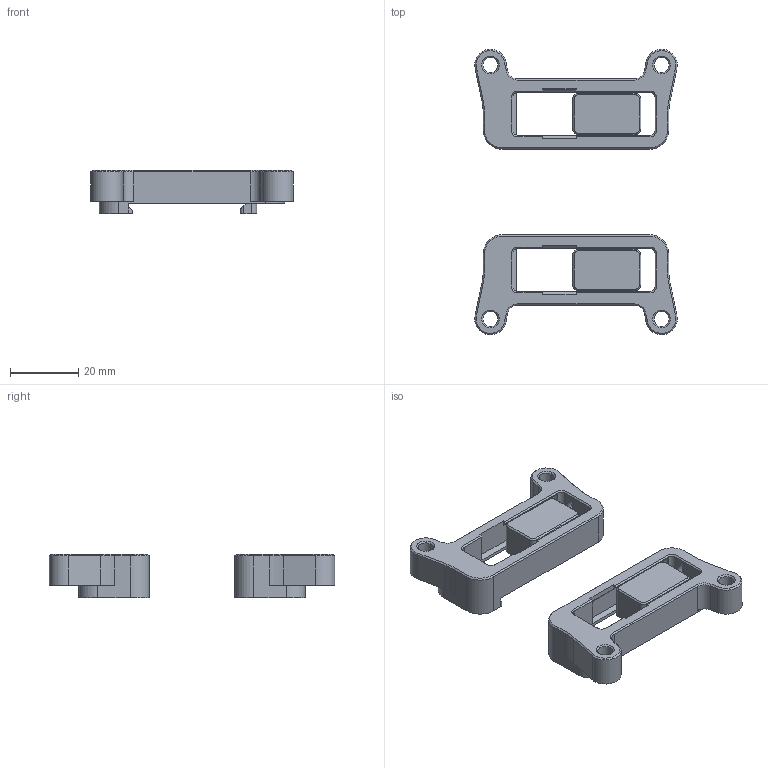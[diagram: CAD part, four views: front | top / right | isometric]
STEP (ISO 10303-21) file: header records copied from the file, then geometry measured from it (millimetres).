
FILE_DESCRIPTION(/* description */ (''),/* implementation_level */ '2;1');
FILE_NAME(/* name */ 'BEEFY Din - PSU (50mm).step',/* time_stamp */ '2022-09-05T19:38:14-05:00',/* author */ (''),/* organization */ (''),/* preprocessor_version */ 'ST-DEVELOPER v19',/* originating_system */ 'Autodesk Translation Framework v11.7.0.108',/* authorisation */ '');
FILE_SCHEMA (('AUTOMOTIVE_DESIGN { 1 0 10303 214 3 1 1 }'));
Length unit declared in the file: millimetre
Products named in the file (1): VORON2_v2.4_Assembly_LRS PSU Bracket
Bounding box: 59.2 x 83.4 x 12.6 mm (x, y, z)
Volume: 17085.9 mm3; surface area: 12198.5 mm2
Topology: 4 solids, 4 shells, 244 faces, 622 edges, 388 vertices
Faces by surface type: plane 144, cylinder 64, cone 36
Full cylindrical faces by diameter (mm): 4.4 x4, 8 x4
Entity records: 7331 total; most frequent: DIRECTION 1276, CARTESIAN_POINT 1255, ORIENTED_EDGE 1244, EDGE_CURVE 622, LINE 458, VECTOR 458, AXIS2_PLACEMENT_3D 409, VERTEX_POINT 388
